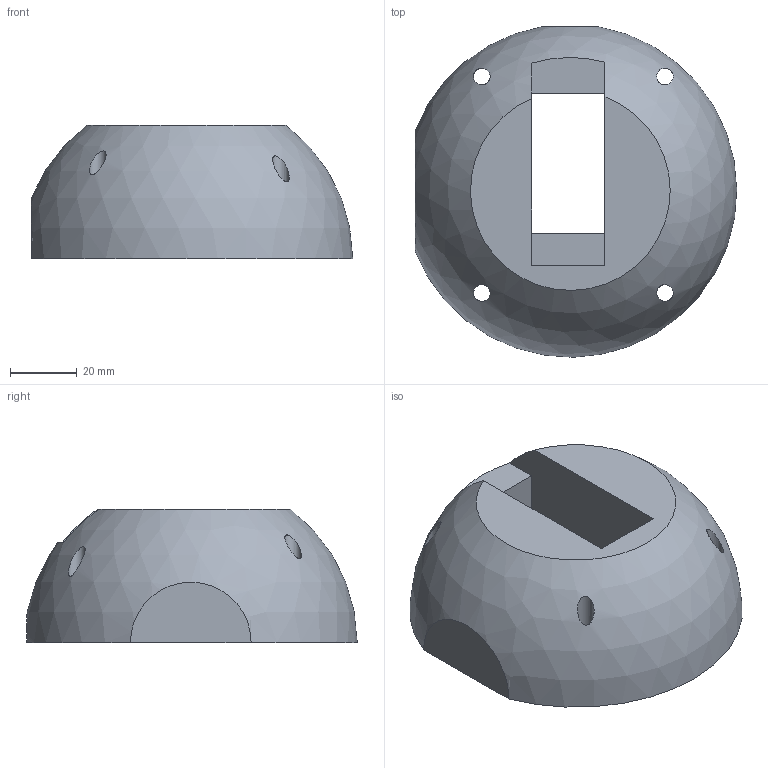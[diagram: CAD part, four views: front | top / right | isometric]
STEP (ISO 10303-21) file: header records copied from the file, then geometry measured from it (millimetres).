
FILE_DESCRIPTION(/* description */ (''),/* implementation_level */ '2;1');
FILE_NAME(/* name */ 'Part-Shoulder-2.stp',/* time_stamp */ '2018-03-18T06:49:12+05:00',/* author */ (''),/* organization */ (''),/* preprocessor_version */ 'ST-DEVELOPER v15.2',/* originating_system */ 'Autodesk Translator Framework v2.0.0.5431',/* authorisation */ '');
FILE_SCHEMA (('AUTOMOTIVE_DESIGN { 1 0 10303 214 3 1 1 }'));
Length unit declared in the file: centimetre
Products named in the file (1): Part-Shoulder-2
Bounding box: 96.59 x 99.26 x 40 mm (x, y, z)
Volume: 203883.9 mm3; surface area: 27765.1 mm2
Topology: 1 solids, 1 shells, 16 faces, 48 edges, 33 vertices
Faces by surface type: plane 11, cylinder 4, sphere 1
Full cylindrical faces by diameter (mm): 5 x4
Entity records: 667 total; most frequent: CARTESIAN_POINT 241, DIRECTION 80, ORIENTED_EDGE 76, EDGE_CURVE 38, EDGE_LOOP 30, AXIS2_PLACEMENT_3D 29, VERTEX_POINT 28, LINE 22
